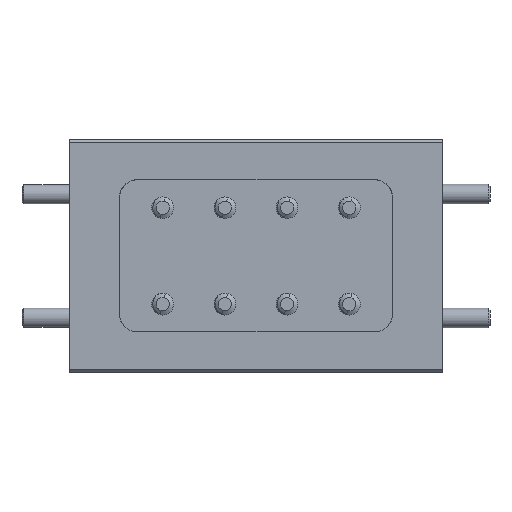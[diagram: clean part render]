
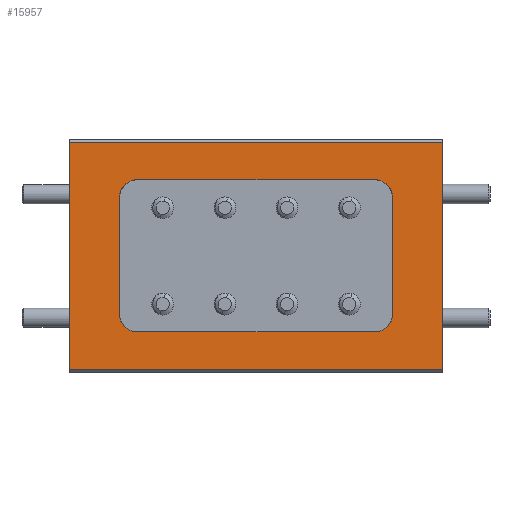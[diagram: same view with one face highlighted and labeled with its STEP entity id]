
A CAD part, top view. The second image highlights one B-rep face of the part: STEP entity #15957.
In plain terms, the highlighted planar face has unit normal (0, 0, 1).
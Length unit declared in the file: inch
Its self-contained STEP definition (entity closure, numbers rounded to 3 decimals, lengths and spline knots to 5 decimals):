
#640 = CARTESIAN_POINT ( 'NONE',  ( -2.56384, -0.18317, 1.36815 ) ) ;
#974 = CARTESIAN_POINT ( 'NONE',  ( -1.74384, 0.24683, 1.36815 ) ) ;
#1670 = LINE ( 'NONE', #974, #33823 ) ;
#1843 = CARTESIAN_POINT ( 'NONE',  ( -1.74384, 0.24683, 1.36815 ) ) ;
#2408 = CARTESIAN_POINT ( 'NONE',  ( -2.50384, -0.24317, 1.36815 ) ) ;
#2410 = DIRECTION ( 'NONE',  ( 0., 0., 1. ) ) ;
#2651 = CARTESIAN_POINT ( 'NONE',  ( -2.56384, 0.18683, 1.36815 ) ) ;
#4064 = EDGE_CURVE ( 'NONE', #10710, #46174, #9624, .T. ) ;
#4274 = CIRCLE ( 'NONE', #5521, 0.06 ) ;
#4393 = DIRECTION ( 'NONE',  ( 1., 0., 0. ) ) ;
#4878 = DIRECTION ( 'NONE',  ( 1., 0., 0. ) ) ;
#5114 = DIRECTION ( 'NONE',  ( 0., 0., 1. ) ) ;
#5304 = DIRECTION ( 'NONE',  ( 0., 0., 1. ) ) ;
#5521 = AXIS2_PLACEMENT_3D ( 'NONE', #22030, #45673, #49252 ) ;
#5962 = EDGE_CURVE ( 'NONE', #46174, #11231, #17952, .T. ) ;
#7146 = VERTEX_POINT ( 'NONE', #28253 ) ;
#7780 = LINE ( 'NONE', #12061, #13852 ) ;
#8105 = CARTESIAN_POINT ( 'NONE',  ( -2.72384, -0.36317, 1.36815 ) ) ;
#9223 = EDGE_CURVE ( 'NONE', #7146, #26329, #12940, .T. ) ;
#9246 = LINE ( 'NONE', #23182, #20133 ) ;
#9350 = ORIENTED_EDGE ( 'NONE', *, *, #5962, .F. ) ;
#9624 = LINE ( 'NONE', #13328, #21742 ) ;
#10384 = EDGE_CURVE ( 'NONE', #25965, #17537, #9246, .T. ) ;
#10710 = VERTEX_POINT ( 'NONE', #2651 ) ;
#11100 = LINE ( 'NONE', #15726, #47547 ) ;
#11231 = VERTEX_POINT ( 'NONE', #2408 ) ;
#11357 = EDGE_CURVE ( 'NONE', #11231, #45046, #39555, .T. ) ;
#11868 = ORIENTED_EDGE ( 'NONE', *, *, #12722, .T. ) ;
#11889 = DIRECTION ( 'NONE',  ( -1., 0., 0. ) ) ;
#12061 = CARTESIAN_POINT ( 'NONE',  ( -1.52384, -0.36317, 1.36815 ) ) ;
#12272 = DIRECTION ( 'NONE',  ( 0., 1., 0. ) ) ;
#12471 = EDGE_CURVE ( 'NONE', #45046, #25965, #26776, .T. ) ;
#12602 = DIRECTION ( 'NONE',  ( 0., -1., 0. ) ) ;
#12722 = EDGE_CURVE ( 'NONE', #26329, #35468, #11100, .T. ) ;
#12778 = PLANE ( 'NONE',  #17714 ) ;
#12940 = LINE ( 'NONE', #34330, #31112 ) ;
#13089 = ORIENTED_EDGE ( 'NONE', *, *, #16150, .F. ) ;
#13328 = CARTESIAN_POINT ( 'NONE',  ( -2.56384, -0.18317, 1.36815 ) ) ;
#13852 = VECTOR ( 'NONE', #4393, 39.37008 ) ;
#13951 = CARTESIAN_POINT ( 'NONE',  ( -2.12384, 0.00183, 1.36815 ) ) ;
#15726 = CARTESIAN_POINT ( 'NONE',  ( -2.72384, -0.37317, 1.36815 ) ) ;
#15957 = ADVANCED_FACE ( 'NONE', ( #19924, #28937 ), #12778, .T. ) ;
#16150 = EDGE_CURVE ( 'NONE', #35277, #45265, #1670, .T. ) ;
#16429 = CARTESIAN_POINT ( 'NONE',  ( -1.52384, -0.37317, 1.36815 ) ) ;
#16626 = DIRECTION ( 'NONE',  ( 0., -1., 0. ) ) ;
#17258 = CARTESIAN_POINT ( 'NONE',  ( -1.68384, 0.18683, 1.36815 ) ) ;
#17537 = VERTEX_POINT ( 'NONE', #17258 ) ;
#17714 = AXIS2_PLACEMENT_3D ( 'NONE', #13951, #5304, #16626 ) ;
#17952 = CIRCLE ( 'NONE', #49917, 0.06 ) ;
#18982 = ORIENTED_EDGE ( 'NONE', *, *, #4064, .F. ) ;
#19924 = FACE_BOUND ( 'NONE', #29117, .T. ) ;
#20133 = VECTOR ( 'NONE', #34899, 39.37008 ) ;
#20991 = CARTESIAN_POINT ( 'NONE',  ( -1.68384, -0.18317, 1.36815 ) ) ;
#21742 = VECTOR ( 'NONE', #22880, 39.37008 ) ;
#22030 = CARTESIAN_POINT ( 'NONE',  ( -2.50384, 0.18683, 1.36815 ) ) ;
#22880 = DIRECTION ( 'NONE',  ( 0., -1., 0. ) ) ;
#23182 = CARTESIAN_POINT ( 'NONE',  ( -1.68384, -0.18317, 1.36815 ) ) ;
#23194 = CARTESIAN_POINT ( 'NONE',  ( -1.74384, 0.18683, 1.36815 ) ) ;
#25614 = CARTESIAN_POINT ( 'NONE',  ( -2.50384, -0.18317, 1.36815 ) ) ;
#25965 = VERTEX_POINT ( 'NONE', #20991 ) ;
#26329 = VERTEX_POINT ( 'NONE', #34943 ) ;
#26776 = CIRCLE ( 'NONE', #30585, 0.06 ) ;
#26995 = CARTESIAN_POINT ( 'NONE',  ( -1.74384, -0.24317, 1.36815 ) ) ;
#27544 = CARTESIAN_POINT ( 'NONE',  ( -1.74384, -0.24317, 1.36815 ) ) ;
#27814 = EDGE_CURVE ( 'NONE', #35468, #48037, #7780, .T. ) ;
#28130 = ORIENTED_EDGE ( 'NONE', *, *, #27814, .T. ) ;
#28253 = CARTESIAN_POINT ( 'NONE',  ( -1.52384, 0.36683, 1.36815 ) ) ;
#28937 = FACE_OUTER_BOUND ( 'NONE', #29029, .T. ) ;
#29029 = EDGE_LOOP ( 'NONE', ( #11868, #28130, #37995, #47709 ) ) ;
#29117 = EDGE_LOOP ( 'NONE', ( #42139, #29856, #38019, #38816, #9350, #18982, #48246, #13089 ) ) ;
#29167 = LINE ( 'NONE', #16429, #37744 ) ;
#29856 = ORIENTED_EDGE ( 'NONE', *, *, #10384, .F. ) ;
#30585 = AXIS2_PLACEMENT_3D ( 'NONE', #35807, #5114, #12602 ) ;
#31112 = VECTOR ( 'NONE', #34846, 39.37008 ) ;
#31910 = CARTESIAN_POINT ( 'NONE',  ( -2.50384, 0.24683, 1.36815 ) ) ;
#33823 = VECTOR ( 'NONE', #11889, 39.37008 ) ;
#34330 = CARTESIAN_POINT ( 'NONE',  ( -2.72384, 0.36683, 1.36815 ) ) ;
#34846 = DIRECTION ( 'NONE',  ( -1., 0., 0. ) ) ;
#34899 = DIRECTION ( 'NONE',  ( 0., 1., 0. ) ) ;
#34908 = DIRECTION ( 'NONE',  ( 0., -1., 0. ) ) ;
#34943 = CARTESIAN_POINT ( 'NONE',  ( -2.72384, 0.36683, 1.36815 ) ) ;
#35054 = EDGE_CURVE ( 'NONE', #48037, #7146, #29167, .T. ) ;
#35277 = VERTEX_POINT ( 'NONE', #1843 ) ;
#35468 = VERTEX_POINT ( 'NONE', #8105 ) ;
#35807 = CARTESIAN_POINT ( 'NONE',  ( -1.74384, -0.18317, 1.36815 ) ) ;
#36504 = EDGE_CURVE ( 'NONE', #17537, #35277, #40657, .T. ) ;
#37038 = DIRECTION ( 'NONE',  ( 0., 1., 0. ) ) ;
#37744 = VECTOR ( 'NONE', #12272, 39.37008 ) ;
#37995 = ORIENTED_EDGE ( 'NONE', *, *, #35054, .T. ) ;
#38019 = ORIENTED_EDGE ( 'NONE', *, *, #12471, .F. ) ;
#38197 = DIRECTION ( 'NONE',  ( 0., 0., 1. ) ) ;
#38816 = ORIENTED_EDGE ( 'NONE', *, *, #11357, .F. ) ;
#39555 = LINE ( 'NONE', #27544, #40119 ) ;
#40119 = VECTOR ( 'NONE', #4878, 39.37008 ) ;
#40657 = CIRCLE ( 'NONE', #43314, 0.06 ) ;
#42139 = ORIENTED_EDGE ( 'NONE', *, *, #36504, .F. ) ;
#42269 = DIRECTION ( 'NONE',  ( 0., -1., 0. ) ) ;
#43314 = AXIS2_PLACEMENT_3D ( 'NONE', #23194, #38197, #42269 ) ;
#45046 = VERTEX_POINT ( 'NONE', #26995 ) ;
#45265 = VERTEX_POINT ( 'NONE', #31910 ) ;
#45673 = DIRECTION ( 'NONE',  ( 0., 0., 1. ) ) ;
#46174 = VERTEX_POINT ( 'NONE', #640 ) ;
#47547 = VECTOR ( 'NONE', #34908, 39.37008 ) ;
#47709 = ORIENTED_EDGE ( 'NONE', *, *, #9223, .T. ) ;
#48037 = VERTEX_POINT ( 'NONE', #48962 ) ;
#48246 = ORIENTED_EDGE ( 'NONE', *, *, #49288, .F. ) ;
#48962 = CARTESIAN_POINT ( 'NONE',  ( -1.52384, -0.36317, 1.36815 ) ) ;
#49252 = DIRECTION ( 'NONE',  ( 0., 1., 0. ) ) ;
#49288 = EDGE_CURVE ( 'NONE', #45265, #10710, #4274, .T. ) ;
#49917 = AXIS2_PLACEMENT_3D ( 'NONE', #25614, #2410, #37038 ) ;
